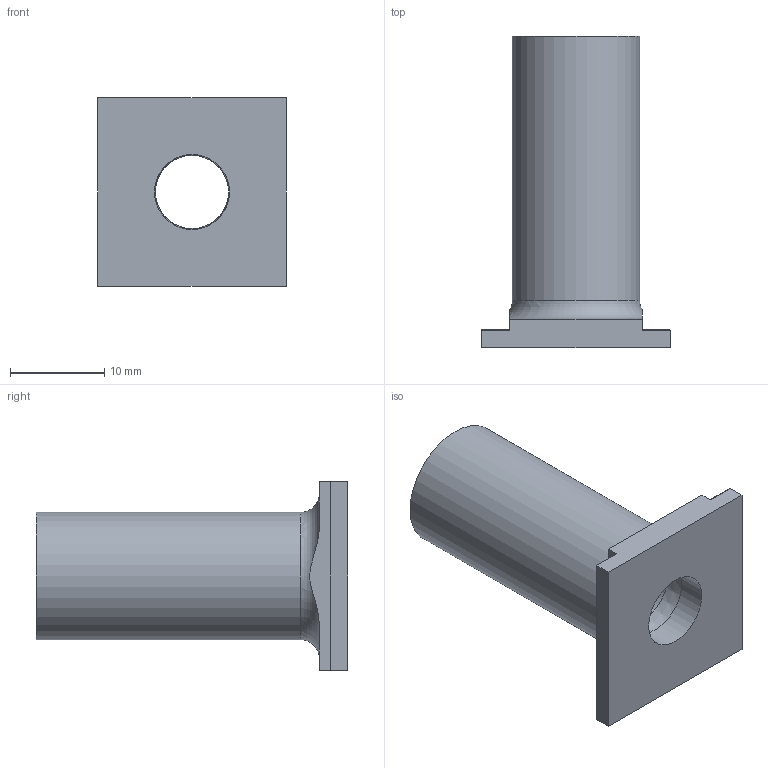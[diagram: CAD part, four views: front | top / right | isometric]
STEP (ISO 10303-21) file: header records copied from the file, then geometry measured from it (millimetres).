
FILE_DESCRIPTION(/* description */ (''),/* implementation_level */ '2;1');
FILE_NAME(/* name */ 'MOULD.stp',/* time_stamp */ '2025-10-07T13:40:01-04:00',/* author */ ('Cupri'),/* organization */ (''),/* preprocessor_version */ 'ST-DEVELOPER v20.1',/* originating_system */ 'Autodesk Inventor 2026',/* authorisation */ '');
FILE_SCHEMA (('CONFIG_CONTROL_DESIGN'));
Length unit declared in the file: millimetre
Products named in the file (1): MOULD
Bounding box: 20 x 33 x 20 mm (x, y, z)
Volume: 1786.4 mm3; surface area: 3382 mm2
Topology: 1 solids, 1 shells, 24 faces, 59 edges, 38 vertices
Faces by surface type: plane 13, cylinder 9, torus 1, cone 1
Full cylindrical faces by diameter (mm): 7.75 x1, 7.95 x1, 12.5 x1, 13.5 x1
Entity records: 869 total; most frequent: CARTESIAN_POINT 236, DIRECTION 128, ORIENTED_EDGE 118, EDGE_CURVE 59, AXIS2_PLACEMENT_3D 46, VERTEX_POINT 38, LINE 36, VECTOR 36
